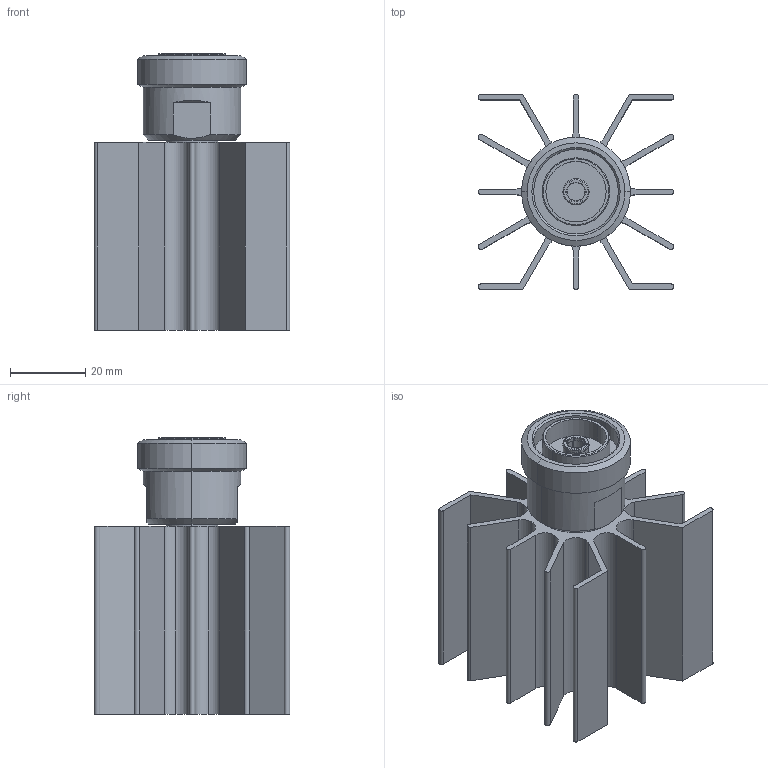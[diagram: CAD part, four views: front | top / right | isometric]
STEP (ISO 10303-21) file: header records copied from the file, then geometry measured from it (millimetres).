
FILE_DESCRIPTION (( 'STEP AP214' ), '1' );
FILE_NAME ('J01124A0004.STEP', '2019-12-03T14:49:58', ( '' ), ( '' ), 'SwSTEP 2.0', 'SolidWorks 2018', '' );
FILE_SCHEMA (( 'AUTOMOTIVE_DESIGN' ));
Length unit declared in the file: millimetre
Products named in the file (1): J01124A0004
Bounding box: 52 x 52 x 73.65 mm (x, y, z)
Volume: 56803.1 mm3; surface area: 31135.9 mm2
Topology: 1 solids, 1 shells, 171 faces, 461 edges, 303 vertices
Faces by surface type: cylinder 73, plane 67, cone 22, torus 9
Entity records: 7372 total; most frequent: CARTESIAN_POINT 1146, ORIENTED_EDGE 922, DIRECTION 913, EDGE_CURVE 461, AXIS2_PLACEMENT_3D 334, VERTEX_POINT 303, LINE 245, VECTOR 245
